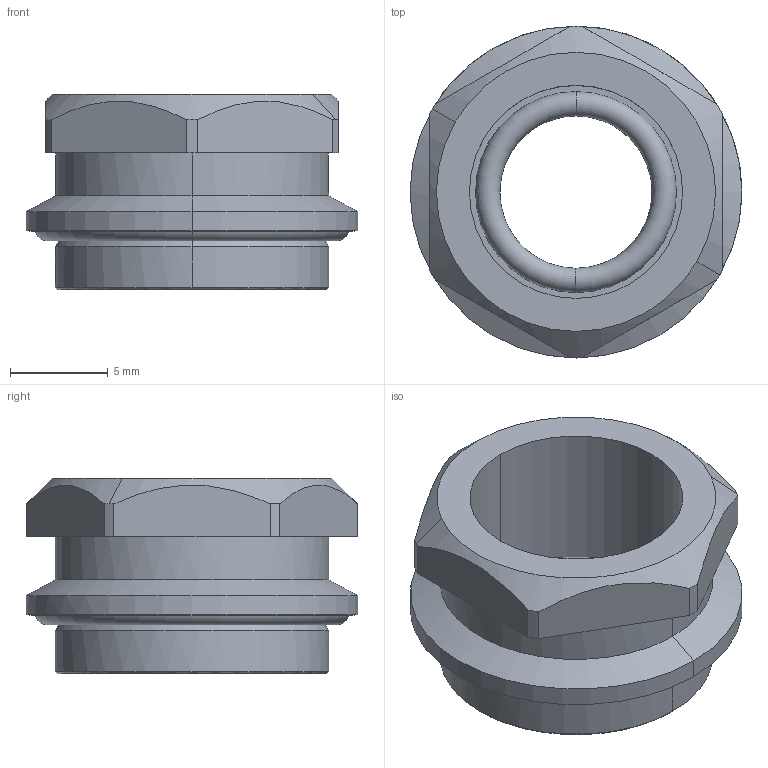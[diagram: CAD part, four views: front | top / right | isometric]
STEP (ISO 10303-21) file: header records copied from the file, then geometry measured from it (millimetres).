
FILE_DESCRIPTION(('CATIA V5 STEP Exchange','CAx-IF Rec.Pracs.--- Model Styling and Organization---1.4--- 2014-01-23'),'2;1');
FILE_NAME ('030359-1_0_2423920000_2423920000.stp','2021-10-20T07:23:45+00:00',('none'),('Weidmueller'),'CATIA Version 5-6 Release 2016 SP3 HF44','CATIA V5 STEP AP214','none');
FILE_SCHEMA(('AUTOMOTIVE_DESIGN { 1 0 10303 214 1 1 1 1 }'));
Length unit declared in the file: millimetre
Products named in the file (1): 2423920000
Bounding box: 17 x 17 x 10 mm (x, y, z)
Volume: 934.2 mm3; surface area: 1500.8 mm2
Topology: 3 solids, 3 shells, 70 faces, 166 edges, 106 vertices
Faces by surface type: cylinder 22, cone 20, plane 16, torus 12
Entity records: 2340 total; most frequent: CARTESIAN_POINT 761, ORIENTED_EDGE 332, DIRECTION 269, EDGE_CURVE 166, AXIS2_PLACEMENT_3D 149, VERTEX_POINT 106, CIRCLE 81, EDGE_LOOP 80
